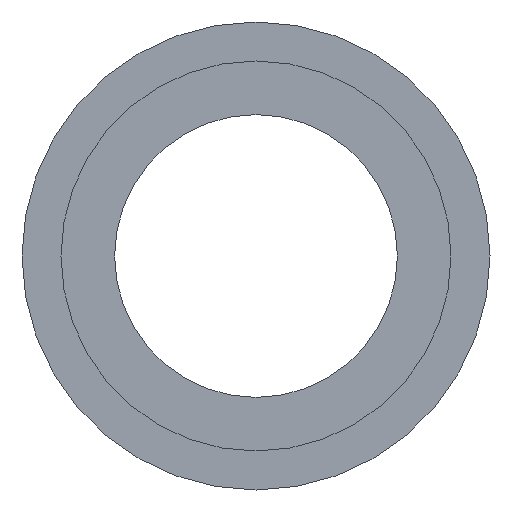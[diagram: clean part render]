
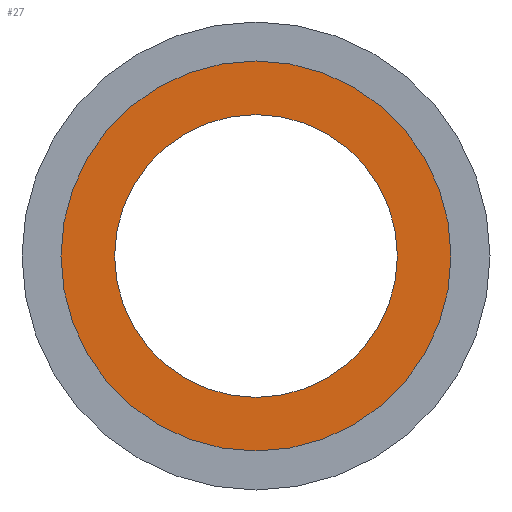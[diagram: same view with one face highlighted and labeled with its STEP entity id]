
A CAD part, front view. The second image highlights one B-rep face of the part: STEP entity #27.
In plain terms, the highlighted planar face has unit normal (0, -1, 0).
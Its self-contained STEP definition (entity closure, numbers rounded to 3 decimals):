
#12 = DIRECTION ( 'NONE',  ( 0., 0., -1. ) ) ;
#18 = ORIENTED_EDGE ( 'NONE', *, *, #141, .F. ) ;
#27 = ADVANCED_FACE ( 'NONE', ( #234, #59 ), #134, .F. ) ;
#37 = ORIENTED_EDGE ( 'NONE', *, *, #80, .F. ) ;
#51 = DIRECTION ( 'NONE',  ( 0., 1., 0. ) ) ;
#57 = EDGE_LOOP ( 'NONE', ( #37 ) ) ;
#58 = DIRECTION ( 'NONE',  ( 0., 1., 0. ) ) ;
#59 = FACE_OUTER_BOUND ( 'NONE', #95, .T. ) ;
#77 = VERTEX_POINT ( 'NONE', #119 ) ;
#80 = EDGE_CURVE ( 'NONE', #77, #77, #173, .T. ) ;
#93 = AXIS2_PLACEMENT_3D ( 'NONE', #195, #58, #158 ) ;
#95 = EDGE_LOOP ( 'NONE', ( #18 ) ) ;
#103 = CARTESIAN_POINT ( 'NONE',  ( -10., 0., 0. ) ) ;
#109 = AXIS2_PLACEMENT_3D ( 'NONE', #198, #214, #12 ) ;
#119 = CARTESIAN_POINT ( 'NONE',  ( 0., 0., -7.25 ) ) ;
#134 = PLANE ( 'NONE',  #144 ) ;
#141 = EDGE_CURVE ( 'NONE', #237, #237, #205, .T. ) ;
#143 = CARTESIAN_POINT ( 'NONE',  ( 0., 0., 0. ) ) ;
#144 = AXIS2_PLACEMENT_3D ( 'NONE', #143, #51, #223 ) ;
#158 = DIRECTION ( 'NONE',  ( -1., 0., 0. ) ) ;
#173 = CIRCLE ( 'NONE', #109, 7.25 ) ;
#195 = CARTESIAN_POINT ( 'NONE',  ( 0., 0., 0. ) ) ;
#198 = CARTESIAN_POINT ( 'NONE',  ( 0., 0., 0. ) ) ;
#205 = CIRCLE ( 'NONE', #93, 10. ) ;
#214 = DIRECTION ( 'NONE',  ( 0., -1., 0. ) ) ;
#223 = DIRECTION ( 'NONE',  ( -1., 0., 0. ) ) ;
#234 = FACE_BOUND ( 'NONE', #57, .T. ) ;
#237 = VERTEX_POINT ( 'NONE', #103 ) ;
